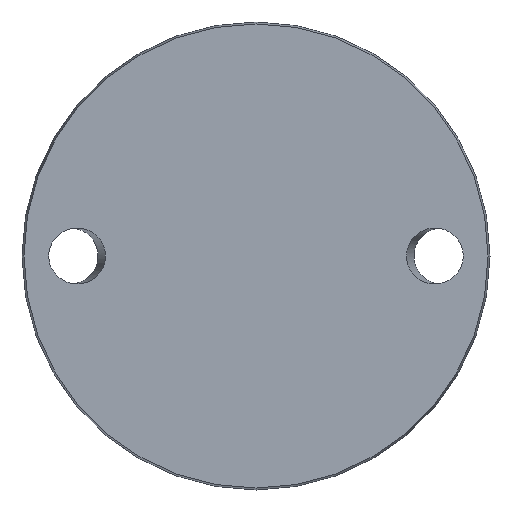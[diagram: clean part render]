
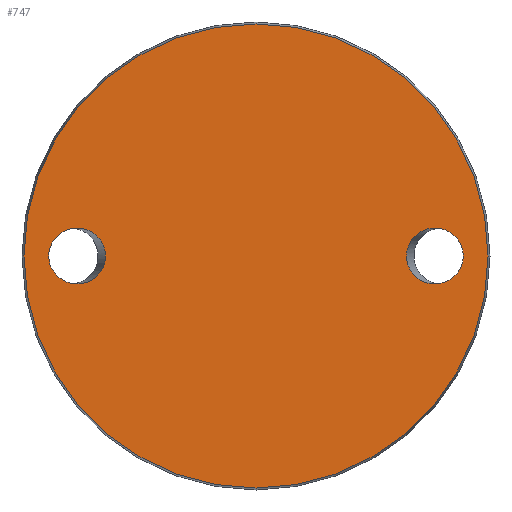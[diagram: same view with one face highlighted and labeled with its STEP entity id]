
A CAD part, front view. The second image highlights one B-rep face of the part: STEP entity #747.
In plain terms, the highlighted planar face has unit normal (0, -1, 0).
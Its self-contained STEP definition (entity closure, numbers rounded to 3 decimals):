
#2 = CARTESIAN_POINT ( 'NONE',  ( -61.115, 0., 16.5 ) ) ;
#6 = CARTESIAN_POINT ( 'NONE',  ( -44.385, 0., 0. ) ) ;
#57 = ORIENTED_EDGE ( 'NONE', *, *, #618, .T. ) ;
#74 = CIRCLE ( 'NONE', #806, 68.425 ) ;
#81 = CARTESIAN_POINT ( 'NONE',  ( 0., 0., 0. ) ) ;
#124 = CARTESIAN_POINT ( 'NONE',  ( 61.115, 0., 16.5 ) ) ;
#145 = DIRECTION ( 'NONE',  ( 0., 0., 1. ) ) ;
#146 = EDGE_LOOP ( 'NONE', ( #295 ) ) ;
#154 = CARTESIAN_POINT ( 'NONE',  ( -61.115, 0., 0. ) ) ;
#221 = DIRECTION ( 'NONE',  ( 0., -1., 0. ) ) ;
#223 = EDGE_CURVE ( 'NONE', #668, #668, #427, .T. ) ;
#295 = ORIENTED_EDGE ( 'NONE', *, *, #639, .T. ) ;
#298 = CARTESIAN_POINT ( 'NONE',  ( -61.115, 0., 0. ) ) ;
#309 = FACE_BOUND ( 'NONE', #742, .T. ) ;
#350 = CARTESIAN_POINT ( 'NONE',  ( -61.115, 0., 0. ) ) ;
#354 = VERTEX_POINT ( 'NONE', #656 ) ;
#375 = CARTESIAN_POINT ( 'NONE',  ( -61.115, 0., -16.5 ) ) ;
#377 = PLANE ( 'NONE',  #891 ) ;
#427 =( BOUNDED_CURVE ( )  B_SPLINE_CURVE ( 3, ( #474, #788, #740, #493, #124, #833, #889 ),
 .UNSPECIFIED., .T., .T. ) 
 B_SPLINE_CURVE_WITH_KNOTS ( ( 4, 3, 4 ),
 ( 0., 3.142, 6.283 ),
 .UNSPECIFIED. ) 
 CURVE ( )  GEOMETRIC_REPRESENTATION_ITEM ( )  RATIONAL_B_SPLINE_CURVE ( ( 1., 0.333, 0.333, 1., 0.333, 0.333, 1. ) ) 
 REPRESENTATION_ITEM ( '' )  );
#465 = DIRECTION ( 'NONE',  ( 0., 0., -1. ) ) ;
#474 = CARTESIAN_POINT ( 'NONE',  ( 44.385, 0., 0. ) ) ;
#493 = CARTESIAN_POINT ( 'NONE',  ( 61.115, 0., 0. ) ) ;
#568 =( BOUNDED_CURVE ( )  B_SPLINE_CURVE ( 3, ( #154, #2, #692, #6, #768, #375, #298 ),
 .UNSPECIFIED., .T., .T. ) 
 B_SPLINE_CURVE_WITH_KNOTS ( ( 4, 3, 4 ),
 ( 0., 3.142, 6.283 ),
 .UNSPECIFIED. ) 
 CURVE ( )  GEOMETRIC_REPRESENTATION_ITEM ( )  RATIONAL_B_SPLINE_CURVE ( ( 1., 0.333, 0.333, 1., 0.333, 0.333, 1. ) ) 
 REPRESENTATION_ITEM ( '' )  );
#617 = ORIENTED_EDGE ( 'NONE', *, *, #223, .F. ) ;
#618 = EDGE_CURVE ( 'NONE', #818, #818, #568, .T. ) ;
#620 = FACE_BOUND ( 'NONE', #893, .T. ) ;
#626 = CARTESIAN_POINT ( 'NONE',  ( -68.425, 0., 0. ) ) ;
#639 = EDGE_CURVE ( 'NONE', #354, #354, #74, .T. ) ;
#656 = CARTESIAN_POINT ( 'NONE',  ( 0., 0., -68.425 ) ) ;
#668 = VERTEX_POINT ( 'NONE', #739 ) ;
#692 = CARTESIAN_POINT ( 'NONE',  ( -44.385, 0., 16.5 ) ) ;
#739 = CARTESIAN_POINT ( 'NONE',  ( 44.385, 0., 0. ) ) ;
#740 = CARTESIAN_POINT ( 'NONE',  ( 61.115, 0., -16.5 ) ) ;
#742 = EDGE_LOOP ( 'NONE', ( #57 ) ) ;
#747 = ADVANCED_FACE ( 'NONE', ( #309, #620, #931 ), #377, .F. ) ;
#768 = CARTESIAN_POINT ( 'NONE',  ( -44.385, 0., -16.5 ) ) ;
#788 = CARTESIAN_POINT ( 'NONE',  ( 44.385, 0., -16.5 ) ) ;
#806 = AXIS2_PLACEMENT_3D ( 'NONE', #81, #221, #465 ) ;
#818 = VERTEX_POINT ( 'NONE', #350 ) ;
#833 = CARTESIAN_POINT ( 'NONE',  ( 44.385, 0., 16.5 ) ) ;
#847 = DIRECTION ( 'NONE',  ( 0., 1., 0. ) ) ;
#889 = CARTESIAN_POINT ( 'NONE',  ( 44.385, 0., 0. ) ) ;
#891 = AXIS2_PLACEMENT_3D ( 'NONE', #626, #847, #145 ) ;
#893 = EDGE_LOOP ( 'NONE', ( #617 ) ) ;
#931 = FACE_OUTER_BOUND ( 'NONE', #146, .T. ) ;
